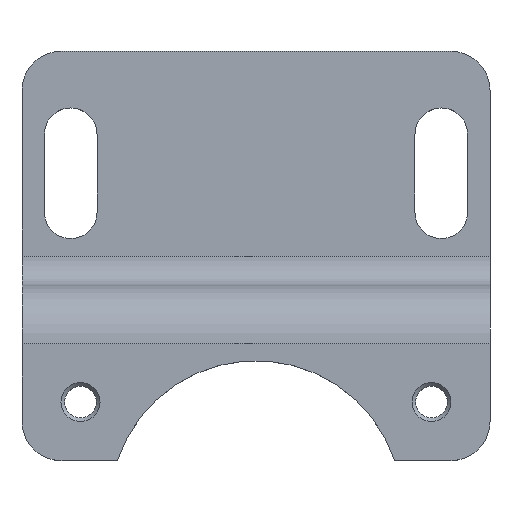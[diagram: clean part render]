
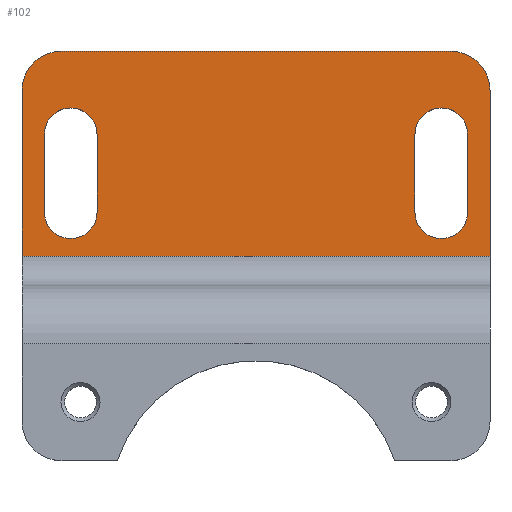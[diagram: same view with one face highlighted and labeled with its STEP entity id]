
A CAD part, top view. The second image highlights one B-rep face of the part: STEP entity #102.
In plain terms, the highlighted planar face has unit normal (0, 0, 1).
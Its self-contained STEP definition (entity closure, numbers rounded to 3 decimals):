
#102 = ADVANCED_FACE( '', ( #173, #174, #175 ), #176, .F. );
#173 = FACE_OUTER_BOUND( '', #255, .T. );
#174 = FACE_BOUND( '', #256, .T. );
#175 = FACE_BOUND( '', #257, .T. );
#176 = PLANE( '', #258 );
#255 = EDGE_LOOP( '', ( #495, #496, #497, #498, #499, #500 ) );
#256 = EDGE_LOOP( '', ( #501, #502, #503, #504 ) );
#257 = EDGE_LOOP( '', ( #505, #506, #507, #508 ) );
#258 = AXIS2_PLACEMENT_3D( '', #509, #510, #511 );
#495 = ORIENTED_EDGE( '', *, *, #591, .T. );
#496 = ORIENTED_EDGE( '', *, *, #627, .T. );
#497 = ORIENTED_EDGE( '', *, *, #630, .F. );
#498 = ORIENTED_EDGE( '', *, *, #618, .T. );
#499 = ORIENTED_EDGE( '', *, *, #612, .T. );
#500 = ORIENTED_EDGE( '', *, *, #610, .T. );
#501 = ORIENTED_EDGE( '', *, *, #598, .F. );
#502 = ORIENTED_EDGE( '', *, *, #600, .F. );
#503 = ORIENTED_EDGE( '', *, *, #601, .F. );
#504 = ORIENTED_EDGE( '', *, *, #595, .F. );
#505 = ORIENTED_EDGE( '', *, *, #606, .F. );
#506 = ORIENTED_EDGE( '', *, *, #608, .F. );
#507 = ORIENTED_EDGE( '', *, *, #609, .F. );
#508 = ORIENTED_EDGE( '', *, *, #603, .F. );
#509 = CARTESIAN_POINT( '', ( 45., 42., -17. ) );
#510 = DIRECTION( '', ( 0., 0., -1. ) );
#511 = DIRECTION( '', ( -1., 0., 0. ) );
#591 = EDGE_CURVE( '', #719, #720, #721, .F. );
#595 = EDGE_CURVE( '', #724, #726, #727, .T. );
#598 = EDGE_CURVE( '', #729, #724, #731, .F. );
#600 = EDGE_CURVE( '', #732, #729, #734, .T. );
#601 = EDGE_CURVE( '', #726, #732, #735, .F. );
#603 = EDGE_CURVE( '', #736, #738, #739, .F. );
#606 = EDGE_CURVE( '', #741, #736, #743, .T. );
#608 = EDGE_CURVE( '', #744, #741, #746, .F. );
#609 = EDGE_CURVE( '', #738, #744, #747, .T. );
#610 = EDGE_CURVE( '', #748, #719, #749, .T. );
#612 = EDGE_CURVE( '', #751, #748, #752, .F. );
#618 = EDGE_CURVE( '', #759, #751, #760, .T. );
#627 = EDGE_CURVE( '', #720, #768, #770, .T. );
#630 = EDGE_CURVE( '', #759, #768, #774, .T. );
#719 = VERTEX_POINT( '', #888 );
#720 = VERTEX_POINT( '', #889 );
#721 = CIRCLE( '', #890, 4. );
#724 = VERTEX_POINT( '', #895 );
#726 = VERTEX_POINT( '', #898 );
#727 = LINE( '', #899, #900 );
#729 = VERTEX_POINT( '', #903 );
#731 = CIRCLE( '', #906, 2.7 );
#732 = VERTEX_POINT( '', #907 );
#734 = LINE( '', #910, #911 );
#735 = CIRCLE( '', #912, 2.7 );
#736 = VERTEX_POINT( '', #913 );
#738 = VERTEX_POINT( '', #916 );
#739 = CIRCLE( '', #917, 2.7 );
#741 = VERTEX_POINT( '', #920 );
#743 = LINE( '', #923, #924 );
#744 = VERTEX_POINT( '', #925 );
#746 = CIRCLE( '', #928, 2.7 );
#747 = LINE( '', #929, #930 );
#748 = VERTEX_POINT( '', #931 );
#749 = LINE( '', #932, #933 );
#751 = VERTEX_POINT( '', #936 );
#752 = CIRCLE( '', #937, 4. );
#759 = VERTEX_POINT( '', #947 );
#760 = LINE( '', #948, #949 );
#768 = VERTEX_POINT( '', #962 );
#770 = LINE( '', #964, #965 );
#774 = LINE( '', #970, #971 );
#888 = CARTESIAN_POINT( '', ( -20., 42., -17. ) );
#889 = CARTESIAN_POINT( '', ( -24., 38., -17. ) );
#890 = AXIS2_PLACEMENT_3D( '', #1061, #1062, #1063 );
#895 = CARTESIAN_POINT( '', ( -21.7, 33.5, -17. ) );
#898 = CARTESIAN_POINT( '', ( -21.7, 25.5, -17. ) );
#899 = CARTESIAN_POINT( '', ( -21.7, 33.5, -17. ) );
#900 = VECTOR( '', #1067, 1000. );
#903 = CARTESIAN_POINT( '', ( -16.3, 33.5, -17. ) );
#906 = AXIS2_PLACEMENT_3D( '', #1070, #1071, #1072 );
#907 = CARTESIAN_POINT( '', ( -16.3, 25.5, -17. ) );
#910 = CARTESIAN_POINT( '', ( -16.3, 25.5, -17. ) );
#911 = VECTOR( '', #1074, 1000. );
#912 = AXIS2_PLACEMENT_3D( '', #1075, #1076, #1077 );
#913 = CARTESIAN_POINT( '', ( 21.7, 33.5, -17. ) );
#916 = CARTESIAN_POINT( '', ( 16.3, 33.5, -17. ) );
#917 = AXIS2_PLACEMENT_3D( '', #1079, #1080, #1081 );
#920 = CARTESIAN_POINT( '', ( 21.7, 25.5, -17. ) );
#923 = CARTESIAN_POINT( '', ( 21.7, 25.5, -17. ) );
#924 = VECTOR( '', #1084, 1000. );
#925 = CARTESIAN_POINT( '', ( 16.3, 25.5, -17. ) );
#928 = AXIS2_PLACEMENT_3D( '', #1086, #1087, #1088 );
#929 = CARTESIAN_POINT( '', ( 16.3, 33.5, -17. ) );
#930 = VECTOR( '', #1089, 1000. );
#931 = CARTESIAN_POINT( '', ( 20., 42., -17. ) );
#932 = CARTESIAN_POINT( '', ( 45., 42., -17. ) );
#933 = VECTOR( '', #1090, 1000. );
#936 = CARTESIAN_POINT( '', ( 24., 38., -17. ) );
#937 = AXIS2_PLACEMENT_3D( '', #1092, #1093, #1094 );
#947 = CARTESIAN_POINT( '', ( 24., 21., -17. ) );
#948 = CARTESIAN_POINT( '', ( 24., 4., -17. ) );
#949 = VECTOR( '', #1104, 1000. );
#962 = CARTESIAN_POINT( '', ( -24., 21., -17. ) );
#964 = CARTESIAN_POINT( '', ( -24., 38., -17. ) );
#965 = VECTOR( '', #1119, 1000. );
#970 = CARTESIAN_POINT( '', ( 45., 21., -17. ) );
#971 = VECTOR( '', #1124, 1000. );
#1061 = CARTESIAN_POINT( '', ( -20., 38., -17. ) );
#1062 = DIRECTION( '', ( 0., 0., -1. ) );
#1063 = DIRECTION( '', ( -1., 0., 0. ) );
#1067 = DIRECTION( '', ( 0., -1., 0. ) );
#1070 = CARTESIAN_POINT( '', ( -19., 33.5, -17. ) );
#1071 = DIRECTION( '', ( 0., 0., -1. ) );
#1072 = DIRECTION( '', ( -1., 0., 0. ) );
#1074 = DIRECTION( '', ( 0., 1., 0. ) );
#1075 = CARTESIAN_POINT( '', ( -19., 25.5, -17. ) );
#1076 = DIRECTION( '', ( 0., 0., -1. ) );
#1077 = DIRECTION( '', ( -1., 0., 0. ) );
#1079 = CARTESIAN_POINT( '', ( 19., 33.5, -17. ) );
#1080 = DIRECTION( '', ( 0., 0., -1. ) );
#1081 = DIRECTION( '', ( -1., 0., 0. ) );
#1084 = DIRECTION( '', ( 0., 1., 0. ) );
#1086 = CARTESIAN_POINT( '', ( 19., 25.5, -17. ) );
#1087 = DIRECTION( '', ( 0., 0., -1. ) );
#1088 = DIRECTION( '', ( -1., 0., 0. ) );
#1089 = DIRECTION( '', ( 0., -1., 0. ) );
#1090 = DIRECTION( '', ( -1., 0., 0. ) );
#1092 = CARTESIAN_POINT( '', ( 20., 38., -17. ) );
#1093 = DIRECTION( '', ( 0., 0., -1. ) );
#1094 = DIRECTION( '', ( -1., 0., 0. ) );
#1104 = DIRECTION( '', ( 0., 1., 0. ) );
#1119 = DIRECTION( '', ( 0., -1., 0. ) );
#1124 = DIRECTION( '', ( -1., 0., 0. ) );
